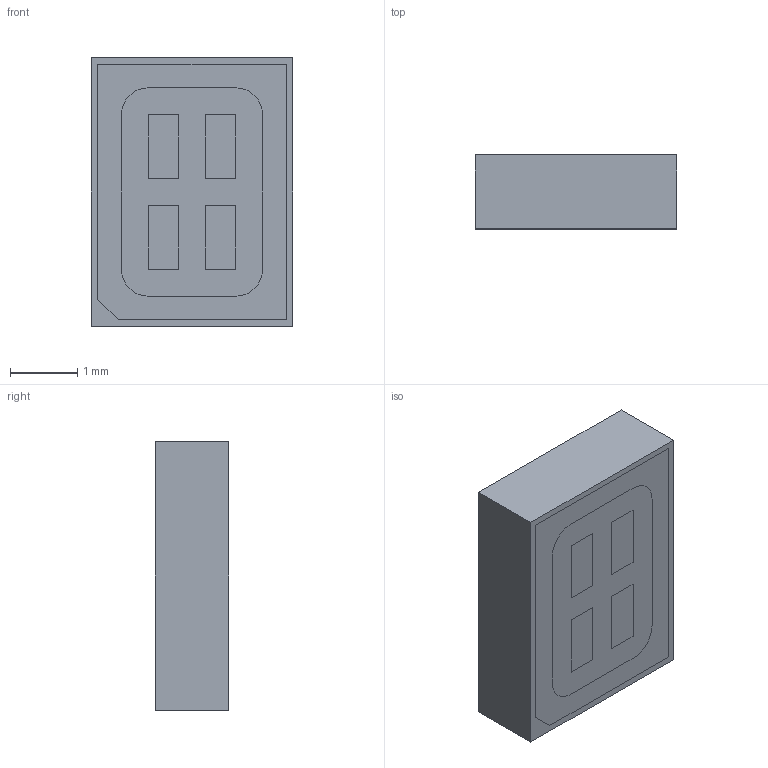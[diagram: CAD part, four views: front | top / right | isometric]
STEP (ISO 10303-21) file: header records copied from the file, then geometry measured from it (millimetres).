
FILE_DESCRIPTION (( 'STEP AP214' ), '1' );
FILE_NAME ('MP34DT06JTR.STEP', '2023-12-26T20:20:20', ( '' ), ( '' ), 'SwSTEP 2.0', 'SolidWorks 2021', '' );
FILE_SCHEMA (( 'AUTOMOTIVE_DESIGN' ));
Length unit declared in the file: millimetre
Products named in the file (1): MP34DT06JTR
Bounding box: 3 x 1.1 x 4 mm (x, y, z)
Volume: 13.2 mm3; surface area: 62.4 mm2
Topology: 9 solids, 9 shells, 105 faces, 234 edges, 156 vertices
Faces by surface type: plane 81, cylinder 24
Entity records: 3014 total; most frequent: CARTESIAN_POINT 496, DIRECTION 494, ORIENTED_EDGE 468, EDGE_CURVE 234, VECTOR 186, LINE 186, VERTEX_POINT 156, AXIS2_PLACEMENT_3D 154
